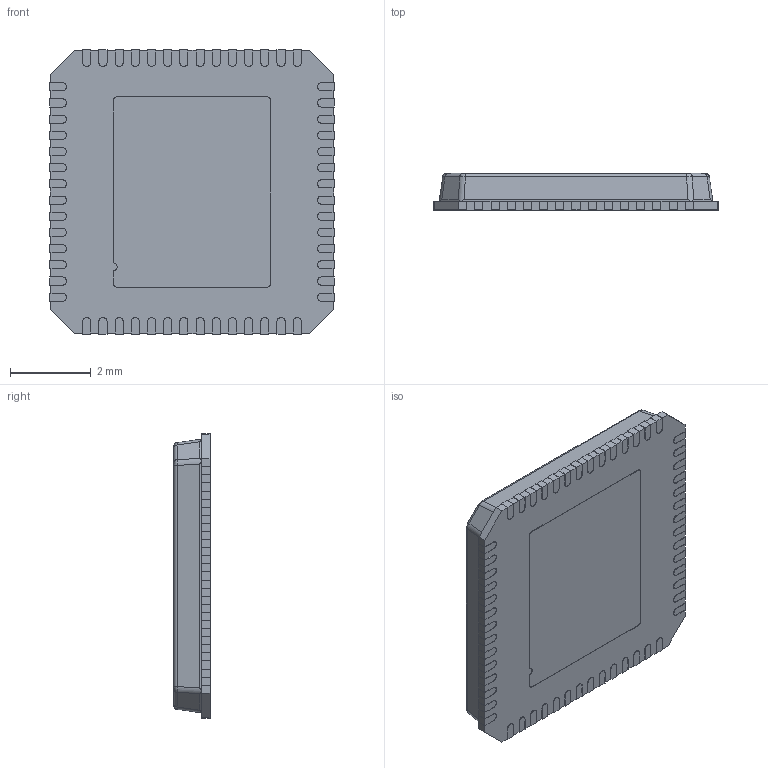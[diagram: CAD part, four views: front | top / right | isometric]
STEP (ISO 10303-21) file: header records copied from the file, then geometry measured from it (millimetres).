
FILE_DESCRIPTION (( 'STEP AP214' ), '1' );
FILE_NAME ('QFN56_FT600_STEP.STEP', '2024-12-10T15:43:02', ( '' ), ( '' ), 'SwSTEP 2.0', 'SolidWorks 2023', '' );
FILE_SCHEMA (( 'AUTOMOTIVE_DESIGN' ));
Length unit declared in the file: millimetre
Products named in the file (1): QFN56_FT600_STEP
Bounding box: 7.02 x 0.91 x 7.02 mm (x, y, z)
Volume: 40.6 mm3; surface area: 118.4 mm2
Topology: 1 solids, 1 shells, 744 faces, 2123 edges, 1410 vertices
Faces by surface type: plane 547, bspline 104, cylinder 93
Entity records: 28676 total; most frequent: CARTESIAN_POINT 9894, ORIENTED_EDGE 4246, DIRECTION 3347, EDGE_CURVE 2123, LINE 1717, VECTOR 1717, VERTEX_POINT 1410, AXIS2_PLACEMENT_3D 815
